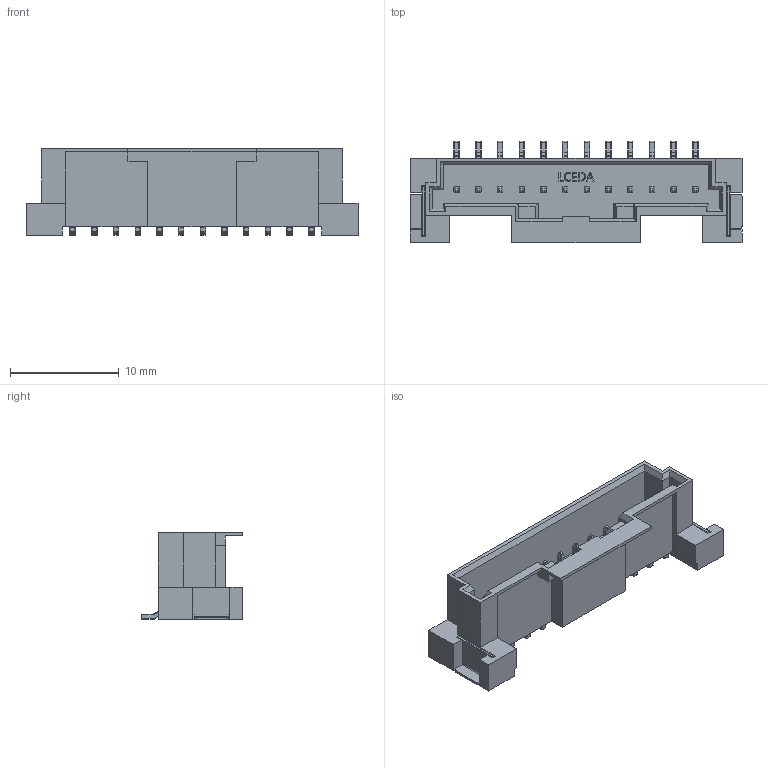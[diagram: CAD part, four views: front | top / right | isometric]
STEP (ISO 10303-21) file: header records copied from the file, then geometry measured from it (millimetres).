
FILE_DESCRIPTION (( 'STEP AP214' ), '1' );
FILE_NAME ('CONN-SMD_560020-P2.00-LS-12P.step', '2022-08-08T02:01:58', ( '' ), ( '' ), 'SwSTEP 2.0', 'SolidWorks 2020', '' );
FILE_SCHEMA (( 'AUTOMOTIVE_DESIGN' ));
Length unit declared in the file: millimetre
Products named in the file (1): CONN-SMD_560020-P2.00-LS-12P
Bounding box: 30.6 x 9.36 x 8.01 mm (x, y, z)
Volume: 627.8 mm3; surface area: 1577.6 mm2
Topology: 14 solids, 14 shells, 1495 faces, 3710 edges, 2266 vertices
Faces by surface type: plane 583, cylinder 512, torus 240, bspline 112, sphere 48
Entity records: 62412 total; most frequent: CARTESIAN_POINT 10800, ORIENTED_EDGE 7420, DIRECTION 7226, EDGE_CURVE 3710, AXIS2_PLACEMENT_3D 2552, VERTEX_POINT 2266, LINE 2122, VECTOR 2122
